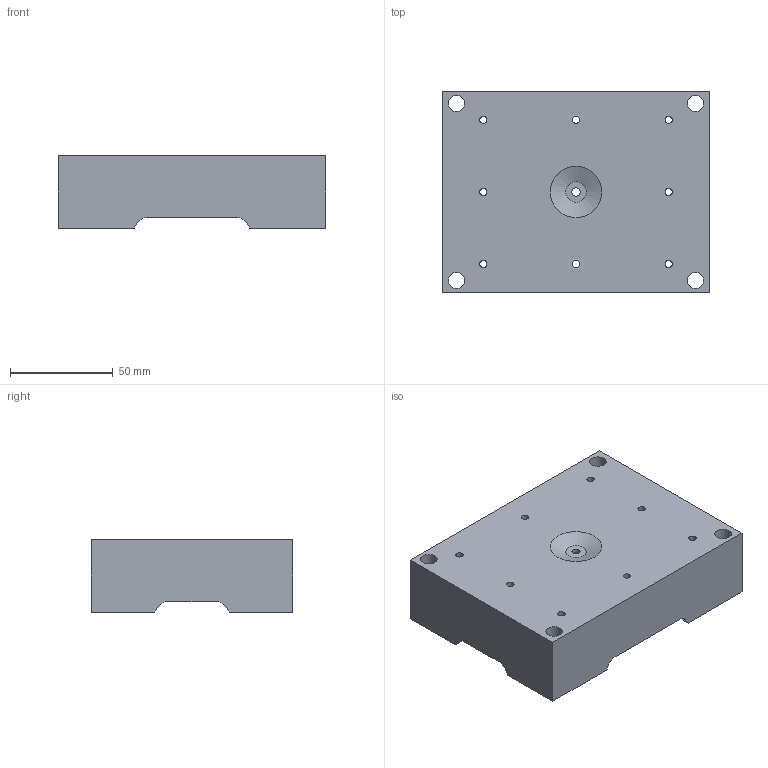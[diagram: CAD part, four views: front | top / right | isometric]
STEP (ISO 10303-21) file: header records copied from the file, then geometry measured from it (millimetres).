
FILE_DESCRIPTION(/* description */ (''),/* implementation_level */ '2;1');
FILE_NAME(/* name */ 'moule haut.step',/* time_stamp */ '2023-03-22T15:25:50+01:00',/* author */ (''),/* organization */ (''),/* preprocessor_version */ 'ST-DEVELOPER v19.2',/* originating_system */ 'Autodesk Translation Framework v11.17.0.187',/* authorisation */ '');
FILE_SCHEMA (('AUTOMOTIVE_DESIGN { 1 0 10303 214 3 1 1 }'));
Length unit declared in the file: millimetre
Products named in the file (2): COQUE MOULE VIDE TEST; moule haut
Assembly tree (1 placements, depth 2):
  COQUE MOULE VIDE TEST
    moule haut
Bounding box: 130 x 98 x 35 mm (x, y, z)
Volume: 122375 mm3; surface area: 55240 mm2
Topology: 1 solids, 1 shells, 69 faces, 198 edges, 132 vertices
Faces by surface type: plane 35, cylinder 33, cone 1
Full cylindrical faces by diameter (mm): 3.5 x8, 4 x1, 8 x4
Entity records: 2385 total; most frequent: DIRECTION 410, CARTESIAN_POINT 402, ORIENTED_EDGE 396, EDGE_CURVE 198, AXIS2_PLACEMENT_3D 140, VERTEX_POINT 132, LINE 130, VECTOR 130
